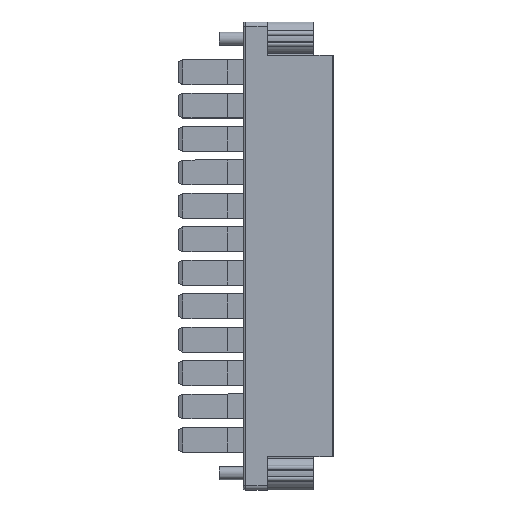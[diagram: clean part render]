
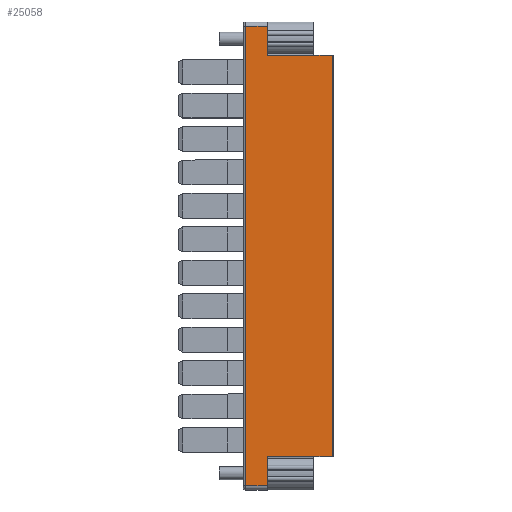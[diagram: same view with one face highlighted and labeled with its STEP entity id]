
A CAD part, top view. The second image highlights one B-rep face of the part: STEP entity #25058.
In plain terms, the highlighted planar face has unit normal (0, 0, 1).
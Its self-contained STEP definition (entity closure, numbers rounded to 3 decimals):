
#13=DIRECTION('',(1.,0.,0.));
#14=VECTOR('',#13,14.75);
#15=CARTESIAN_POINT('',(2.834,0.,9.079));
#16=LINE('',#15,#14);
#3307=DIRECTION('',(-1.,0.,0.));
#3308=VECTOR('',#3307,14.75);
#3309=CARTESIAN_POINT('',(17.584,91.39,9.079));
#3310=LINE('',#3309,#3308);
#3491=DIRECTION('',(0.,1.,0.));
#3492=VECTOR('',#3491,104.63);
#3493=CARTESIAN_POINT('',(-2.166,-6.62,
9.079));
#3494=LINE('',#3493,#3492);
#3495=DIRECTION('',(-1.,0.,0.));
#3496=VECTOR('',#3495,5.);
#3497=CARTESIAN_POINT('',(2.834,98.01,9.079));
#3498=LINE('',#3497,#3496);
#3499=DIRECTION('',(0.,-1.,0.));
#3500=VECTOR('',#3499,6.62);
#3501=CARTESIAN_POINT('',(2.834,98.01,9.079));
#3502=LINE('',#3501,#3500);
#3503=DIRECTION('',(0.,1.,0.));
#3504=VECTOR('',#3503,6.62);
#3505=CARTESIAN_POINT('',(2.834,-6.62,9.079));
#3506=LINE('',#3505,#3504);
#3507=DIRECTION('',(-1.,0.,0.));
#3508=VECTOR('',#3507,5.);
#3509=CARTESIAN_POINT('',(2.834,-6.62,9.079));
#3510=LINE('',#3509,#3508);
#4137=DIRECTION('',(0.,1.,0.));
#4138=VECTOR('',#4137,91.39);
#4139=CARTESIAN_POINT('',(17.584,0.,9.079));
#4140=LINE('',#4139,#4138);
#16361=CARTESIAN_POINT('',(17.584,0.,9.079));
#16362=VERTEX_POINT('',#16361);
#16381=CARTESIAN_POINT('',(17.584,91.39,9.079));
#16382=VERTEX_POINT('',#16381);
#18498=CARTESIAN_POINT('',(2.834,98.01,9.079));
#18499=CARTESIAN_POINT('',(2.834,91.39,9.079));
#18500=VERTEX_POINT('',#18498);
#18501=VERTEX_POINT('',#18499);
#18668=CARTESIAN_POINT('',(2.834,0.,9.079));
#18669=VERTEX_POINT('',#18668);
#18794=CARTESIAN_POINT('',(2.834,-6.62,
9.079));
#18795=VERTEX_POINT('',#18794);
#19792=CARTESIAN_POINT('',(-2.166,-6.62,
9.079));
#19793=VERTEX_POINT('',#19792);
#19796=CARTESIAN_POINT('',(-2.166,98.01,
9.079));
#19797=VERTEX_POINT('',#19796);
#25039=CARTESIAN_POINT('',(-2.166,0.,9.079));
#25040=DIRECTION('',(0.,0.,1.));
#25041=DIRECTION('',(1.,0.,0.));
#25042=AXIS2_PLACEMENT_3D('',#25039,#25040,#25041);
#25043=PLANE('',#25042);
#25045=ORIENTED_EDGE('',*,*,#25044,.T.);
#25046=ORIENTED_EDGE('',*,*,#25034,.F.);
#25047=ORIENTED_EDGE('',*,*,#24685,.T.);
#25048=ORIENTED_EDGE('',*,*,#24751,.F.);
#25050=ORIENTED_EDGE('',*,*,#25049,.F.);
#25051=ORIENTED_EDGE('',*,*,#20799,.F.);
#25053=ORIENTED_EDGE('',*,*,#25052,.F.);
#25055=ORIENTED_EDGE('',*,*,#25054,.T.);
#25056=EDGE_LOOP('',(#25045,#25046,#25047,#25048,#25050,#25051,#25053,#25055));
#25057=FACE_OUTER_BOUND('',#25056,.F.);
#25058=ADVANCED_FACE('',(#25057),#25043,.T.);
#20799=EDGE_CURVE('',#18669,#16362,#16,.T.);
#24685=EDGE_CURVE('',#18500,#18501,#3502,.T.);
#24751=EDGE_CURVE('',#16382,#18501,#3310,.T.);
#25034=EDGE_CURVE('',#18500,#19797,#3498,.T.);
#25044=EDGE_CURVE('',#19793,#19797,#3494,.T.);
#25049=EDGE_CURVE('',#16362,#16382,#4140,.T.);
#25052=EDGE_CURVE('',#18795,#18669,#3506,.T.);
#25054=EDGE_CURVE('',#18795,#19793,#3510,.T.);
